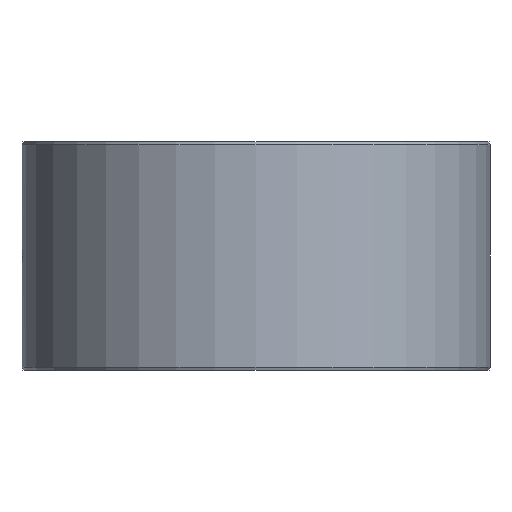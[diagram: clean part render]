
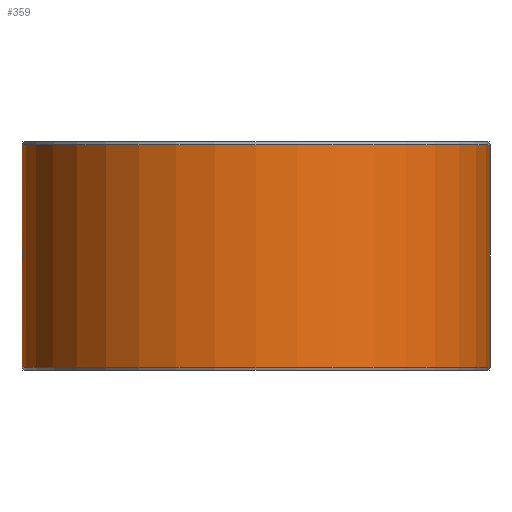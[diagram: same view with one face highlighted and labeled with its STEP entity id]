
A CAD part, left-side view. The second image highlights one B-rep face of the part: STEP entity #359.
In plain terms, the highlighted cylindrical face has radius 102.5 mm (diameter 205 mm), a partial arc.
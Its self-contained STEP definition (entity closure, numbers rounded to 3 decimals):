
#61=CARTESIAN_POINT('',(0.,102.5,6.));
#62=CARTESIAN_POINT('',(-0.453,102.5,6.));
#63=CARTESIAN_POINT('',(-1.335,102.494,5.902));
#64=CARTESIAN_POINT('',(-2.645,102.468,5.442));
#65=CARTESIAN_POINT('',(-3.771,102.432,4.731));
#66=CARTESIAN_POINT('',(-4.742,102.391,3.758));
#67=CARTESIAN_POINT('',(-5.452,102.355,2.622));
#68=CARTESIAN_POINT('',(-5.901,102.33,1.333));
#69=CARTESIAN_POINT('',(-6.,102.324,0.452));
#70=CARTESIAN_POINT('',(-6.,102.324,0.));
#72=CARTESIAN_POINT('',(0.,0.,48.8));
#73=DIRECTION('',(0.,0.,-1.));
#74=DIRECTION('',(0.,-1.,0.));
#75=AXIS2_PLACEMENT_3D('',#72,#73,#74);
#77=CARTESIAN_POINT('',(-6.,102.324,0.));
#78=CARTESIAN_POINT('',(-6.,102.324,-0.53));
#79=CARTESIAN_POINT('',(-5.865,102.332,-1.554));
#80=CARTESIAN_POINT('',(-5.262,102.366,-3.027));
#81=CARTESIAN_POINT('',(-4.292,102.412,-4.29));
#82=CARTESIAN_POINT('',(-3.044,102.458,-5.252));
#83=CARTESIAN_POINT('',(-1.557,102.492,-5.865));
#84=CARTESIAN_POINT('',(-0.532,102.5,-6.));
#85=CARTESIAN_POINT('',(0.,102.5,-6.));
#108=DIRECTION('',(0.,0.,-1.));
#109=VECTOR('',#108,42.8);
#110=CARTESIAN_POINT('',(0.,102.5,-6.));
#111=LINE('',#110,#109);
#112=DIRECTION('',(0.,0.,-1.));
#113=VECTOR('',#112,97.6);
#114=CARTESIAN_POINT('',(0.,-102.5,48.8));
#115=LINE('',#114,#113);
#121=DIRECTION('',(0.,0.,-1.));
#122=VECTOR('',#121,42.8);
#123=CARTESIAN_POINT('',(0.,102.5,48.8));
#124=LINE('',#123,#122);
#183=CARTESIAN_POINT('',(0.,0.,-48.8));
#184=DIRECTION('',(0.,0.,-1.));
#185=DIRECTION('',(0.,-1.,0.));
#186=AXIS2_PLACEMENT_3D('',#183,#184,#185);
#234=CARTESIAN_POINT('',(0.,-102.5,48.8));
#236=VERTEX_POINT('',#234);
#237=CARTESIAN_POINT('',(0.,-102.5,-48.8));
#238=VERTEX_POINT('',#237);
#250=CARTESIAN_POINT('',(0.,102.5,48.8));
#252=VERTEX_POINT('',#250);
#253=CARTESIAN_POINT('',(0.,102.5,-48.8));
#255=VERTEX_POINT('',#253);
#261=VERTEX_POINT('',#61);
#262=VERTEX_POINT('',#70);
#263=VERTEX_POINT('',#85);
#339=CARTESIAN_POINT('',(0.,0.,55.));
#340=DIRECTION('',(0.,0.,-1.));
#341=DIRECTION('',(0.,-1.,0.));
#342=AXIS2_PLACEMENT_3D('',#339,#340,#341);
#343=CYLINDRICAL_SURFACE('',#342,102.5);
#344=ORIENTED_EDGE('',*,*,#325,.F.);
#346=ORIENTED_EDGE('',*,*,#345,.F.);
#348=ORIENTED_EDGE('',*,*,#347,.F.);
#350=ORIENTED_EDGE('',*,*,#349,.T.);
#352=ORIENTED_EDGE('',*,*,#351,.T.);
#354=ORIENTED_EDGE('',*,*,#353,.F.);
#356=ORIENTED_EDGE('',*,*,#355,.F.);
#357=EDGE_LOOP('',(#344,#346,#348,#350,#352,#354,#356));
#358=FACE_OUTER_BOUND('',#357,.F.);
#359=ADVANCED_FACE('',(#358),#343,.T.);
#71=B_SPLINE_CURVE_WITH_KNOTS('',3,(#61,#62,#63,#64,#65,#66,#67,#68,#69,#70),
.UNSPECIFIED.,.F.,.F.,(4,1,1,1,1,1,1,4),(0.,0.143,
0.286,0.429,0.571,0.714,
0.857,1.),.UNSPECIFIED.);
#76=CIRCLE('',#75,102.5);
#86=B_SPLINE_CURVE_WITH_KNOTS('',3,(#77,#78,#79,#80,#81,#82,#83,#84,#85),
.UNSPECIFIED.,.F.,.F.,(4,1,1,1,1,1,4),(0.,0.167,0.333,
0.5,0.667,0.833,1.),.UNSPECIFIED.);
#187=CIRCLE('',#186,102.5);
#325=EDGE_CURVE('',#261,#262,#71,.T.);
#345=EDGE_CURVE('',#252,#261,#124,.T.);
#347=EDGE_CURVE('',#236,#252,#76,.T.);
#349=EDGE_CURVE('',#236,#238,#115,.T.);
#351=EDGE_CURVE('',#238,#255,#187,.T.);
#353=EDGE_CURVE('',#263,#255,#111,.T.);
#355=EDGE_CURVE('',#262,#263,#86,.T.);
